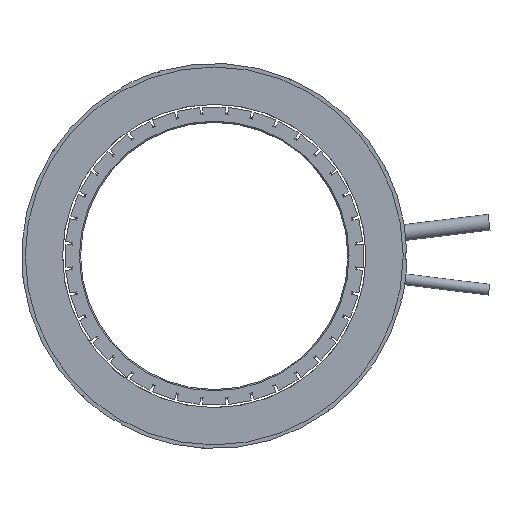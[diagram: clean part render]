
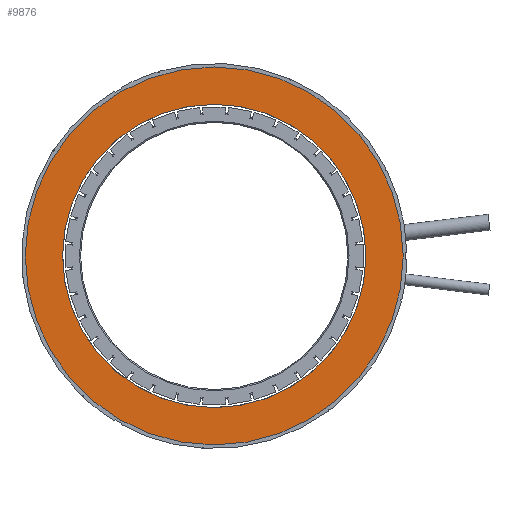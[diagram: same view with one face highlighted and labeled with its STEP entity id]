
A CAD part, left-side view. The second image highlights one B-rep face of the part: STEP entity #9876.
In plain terms, the highlighted planar face has unit normal (-1, 0, 0).
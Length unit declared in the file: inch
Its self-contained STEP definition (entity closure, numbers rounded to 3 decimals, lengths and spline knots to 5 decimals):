
#17=PLANE('',#10386);
#291=FACE_BOUND('',#929,.T.);
#445=FACE_OUTER_BOUND('',#928,.T.);
#928=EDGE_LOOP('',(#6357));
#929=EDGE_LOOP('',(#6358));
#3561=CIRCLE('',#10385,3.09055);
#3562=CIRCLE('',#10387,2.48031);
#3984=VERTEX_POINT('',#14168);
#3985=VERTEX_POINT('',#14172);
#4933=EDGE_CURVE('',#3984,#3984,#3561,.T.);
#4934=EDGE_CURVE('',#3985,#3985,#3562,.T.);
#6357=ORIENTED_EDGE('',*,*,#4933,.F.);
#6358=ORIENTED_EDGE('',*,*,#4934,.F.);
#9876=ADVANCED_FACE('',(#445,#291),#17,.F.);
#10385=AXIS2_PLACEMENT_3D('',#14170,#11297,#11298);
#10386=AXIS2_PLACEMENT_3D('',#14171,#11299,#11300);
#10387=AXIS2_PLACEMENT_3D('',#14173,#11301,#11302);
#11297=DIRECTION('center_axis',(1.,0.,0.));
#11298=DIRECTION('ref_axis',(0.,0.,1.));
#11299=DIRECTION('center_axis',(1.,0.,0.));
#11300=DIRECTION('ref_axis',(0.,0.,-1.));
#11301=DIRECTION('center_axis',(-1.,0.,0.));
#11302=DIRECTION('ref_axis',(0.,0.,-1.));
#14168=CARTESIAN_POINT('',(-0.97428,0.89376,3.09055));
#14170=CARTESIAN_POINT('Origin',(-0.97428,0.89376,0.));
#14171=CARTESIAN_POINT('Origin',(-0.97428,0.89376,0.));
#14172=CARTESIAN_POINT('',(-0.97428,0.89376,2.48031));
#14173=CARTESIAN_POINT('Origin',(-0.97428,0.89376,0.));
